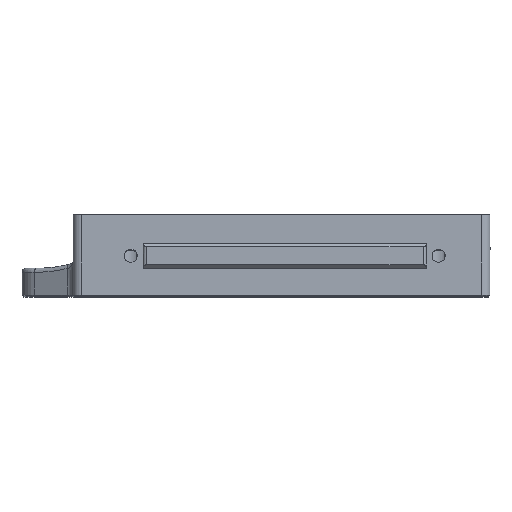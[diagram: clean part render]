
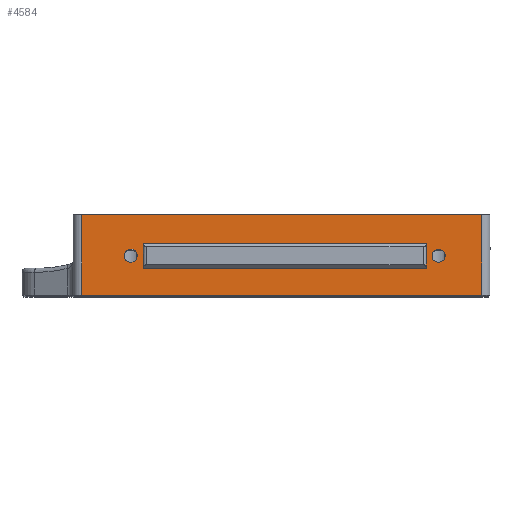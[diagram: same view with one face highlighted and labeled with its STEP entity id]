
A CAD part, top view. The second image highlights one B-rep face of the part: STEP entity #4584.
In plain terms, the highlighted planar face has unit normal (0, 0, 1).
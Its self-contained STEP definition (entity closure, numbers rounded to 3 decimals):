
#237=FACE_BOUND('',#716,.T.);
#238=FACE_BOUND('',#717,.T.);
#239=FACE_BOUND('',#718,.T.);
#281=PLANE('',#5012);
#445=FACE_OUTER_BOUND('',#715,.T.);
#715=EDGE_LOOP('',(#3601,#3602,#3603,#3604));
#716=EDGE_LOOP('',(#3605));
#717=EDGE_LOOP('',(#3606));
#718=EDGE_LOOP('',(#3607,#3608,#3609,#3610));
#1082=LINE('',#7971,#1488);
#1084=LINE('',#7981,#1490);
#1088=LINE('',#7992,#1494);
#1089=LINE('',#7998,#1495);
#1090=LINE('',#7999,#1496);
#1091=LINE('',#8000,#1497);
#1092=LINE('',#8005,#1498);
#1093=LINE('',#8006,#1499);
#1488=VECTOR('',#5916,10.);
#1490=VECTOR('',#5926,10.);
#1494=VECTOR('',#5936,10.);
#1495=VECTOR('',#5943,10.);
#1496=VECTOR('',#5944,10.);
#1497=VECTOR('',#5945,10.);
#1498=VECTOR('',#5950,10.);
#1499=VECTOR('',#5951,10.);
#1836=CIRCLE('',#5013,1.6);
#1837=CIRCLE('',#5014,1.6);
#2223=VERTEX_POINT('',#7969);
#2224=VERTEX_POINT('',#7970);
#2227=VERTEX_POINT('',#7978);
#2228=VERTEX_POINT('',#7980);
#2231=VERTEX_POINT('',#7990);
#2232=VERTEX_POINT('',#7991);
#2233=VERTEX_POINT('',#7996);
#2234=VERTEX_POINT('',#7997);
#2235=VERTEX_POINT('',#8001);
#2236=VERTEX_POINT('',#8003);
#2744=EDGE_CURVE('',#2223,#2224,#1082,.T.);
#2749=EDGE_CURVE('',#2227,#2228,#1084,.T.);
#2754=EDGE_CURVE('',#2231,#2232,#1088,.T.);
#2757=EDGE_CURVE('',#2233,#2234,#1089,.T.);
#2758=EDGE_CURVE('',#2223,#2234,#1090,.T.);
#2759=EDGE_CURVE('',#2224,#2233,#1091,.T.);
#2760=EDGE_CURVE('',#2235,#2235,#1836,.T.);
#2761=EDGE_CURVE('',#2236,#2236,#1837,.T.);
#2762=EDGE_CURVE('',#2228,#2231,#1092,.T.);
#2763=EDGE_CURVE('',#2232,#2227,#1093,.T.);
#3601=ORIENTED_EDGE('',*,*,#2757,.T.);
#3602=ORIENTED_EDGE('',*,*,#2758,.F.);
#3603=ORIENTED_EDGE('',*,*,#2744,.T.);
#3604=ORIENTED_EDGE('',*,*,#2759,.T.);
#3605=ORIENTED_EDGE('',*,*,#2760,.F.);
#3606=ORIENTED_EDGE('',*,*,#2761,.F.);
#3607=ORIENTED_EDGE('',*,*,#2754,.F.);
#3608=ORIENTED_EDGE('',*,*,#2762,.F.);
#3609=ORIENTED_EDGE('',*,*,#2749,.F.);
#3610=ORIENTED_EDGE('',*,*,#2763,.F.);
#4584=ADVANCED_FACE('',(#445,#237,#238,#239),#281,.F.);
#5012=AXIS2_PLACEMENT_3D('',#7995,#5941,#5942);
#5013=AXIS2_PLACEMENT_3D('',#8002,#5946,#5947);
#5014=AXIS2_PLACEMENT_3D('',#8004,#5948,#5949);
#5916=DIRECTION('',(0.,-1.,0.));
#5926=DIRECTION('',(0.,-1.,0.));
#5936=DIRECTION('',(0.,1.,0.));
#5941=DIRECTION('center_axis',(0.,0.,
-1.));
#5942=DIRECTION('ref_axis',(1.,0.,0.));
#5943=DIRECTION('',(0.,1.,0.));
#5944=DIRECTION('',(1.,0.,0.));
#5945=DIRECTION('',(1.,0.,0.));
#5946=DIRECTION('center_axis',(0.,0.,
1.));
#5947=DIRECTION('ref_axis',(-1.,0.,0.));
#5948=DIRECTION('center_axis',(0.,0.,
1.));
#5949=DIRECTION('ref_axis',(-1.,0.,0.));
#5950=DIRECTION('',(1.,0.,0.));
#5951=DIRECTION('',(-1.,0.,0.));
#7969=CARTESIAN_POINT('',(-84.275,409.572,118.684));
#7970=CARTESIAN_POINT('',(-84.275,389.972,118.684));
#7971=CARTESIAN_POINT('',(-84.275,399.572,118.684));
#7978=CARTESIAN_POINT('',(-69.275,402.572,118.684));
#7980=CARTESIAN_POINT('',(-69.275,396.572,118.684));
#7981=CARTESIAN_POINT('',(-69.275,403.072,118.684));
#7990=CARTESIAN_POINT('',(-0.275,396.572,118.684));
#7991=CARTESIAN_POINT('',(-0.275,402.572,118.684));
#7992=CARTESIAN_POINT('',(-0.275,406.072,118.684));
#7995=CARTESIAN_POINT('Origin',(-36.474,409.572,118.684));
#7996=CARTESIAN_POINT('',(13.225,389.972,118.684));
#7997=CARTESIAN_POINT('',(13.225,409.572,118.684));
#7998=CARTESIAN_POINT('',(13.225,409.572,118.684));
#7999=CARTESIAN_POINT('',(-54.299,409.572,118.684));
#8000=CARTESIAN_POINT('',(-30.874,389.972,118.684));
#8001=CARTESIAN_POINT('',(4.325,399.572,118.684));
#8002=CARTESIAN_POINT('Origin',(2.725,399.572,118.684));
#8003=CARTESIAN_POINT('',(-70.675,399.572,118.684));
#8004=CARTESIAN_POINT('Origin',(-72.275,399.572,118.684));
#8005=CARTESIAN_POINT('',(-18.374,396.572,118.684));
#8006=CARTESIAN_POINT('',(-52.874,402.572,118.684));
